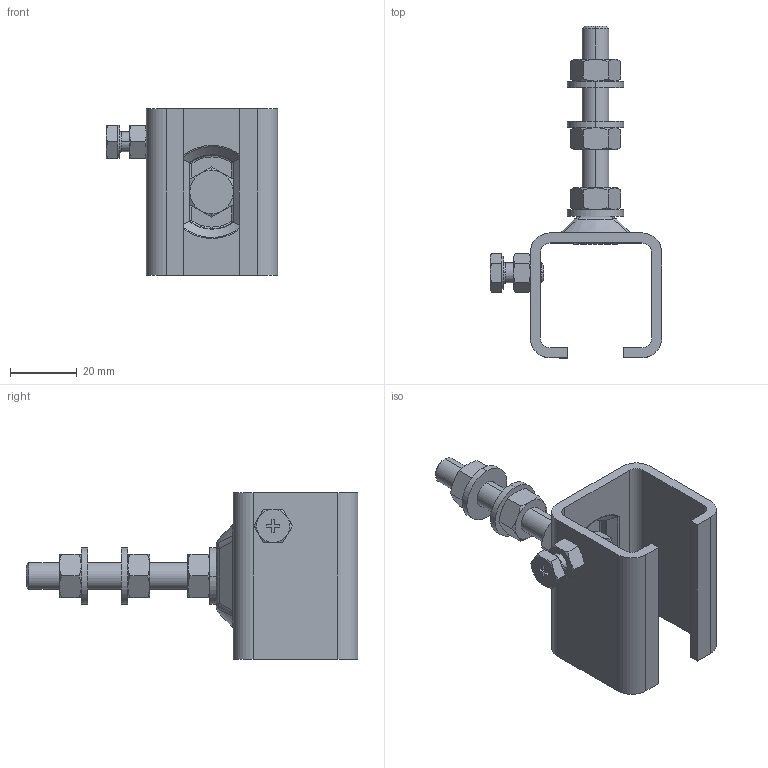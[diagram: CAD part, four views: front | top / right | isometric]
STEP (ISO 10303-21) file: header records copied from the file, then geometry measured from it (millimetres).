
FILE_DESCRIPTION (( 'STEP AP214' ), '1' );
FILE_NAME ('0020502.step', '2022-08-19T11:34:29', ( '' ), ( '' ), 'SwSTEP 2.0', 'SolidWorks 2020', '' );
FILE_SCHEMA (( 'AUTOMOTIVE_DESIGN' ));
Length unit declared in the file: inch
Products named in the file (1): 0020502
Bounding box: 51.4 x 99.4 x 50 mm (x, y, z)
Volume: 25318.7 mm3; surface area: 17186.2 mm2
Topology: 1 solids, 2 shells, 236 faces, 558 edges, 341 vertices
Faces by surface type: plane 95, cone 61, cylinder 50, torus 18, bspline 8, sphere 4
Entity records: 7665 total; most frequent: CARTESIAN_POINT 2401, ORIENTED_EDGE 1116, DIRECTION 1043, EDGE_CURVE 558, AXIS2_PLACEMENT_3D 419, VERTEX_POINT 341, EDGE_LOOP 257, ADVANCED_FACE 236
